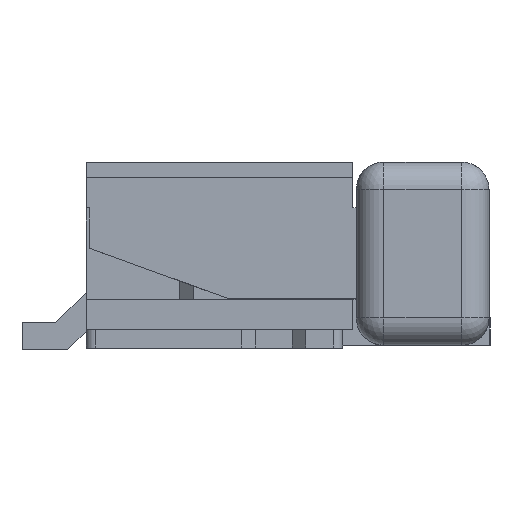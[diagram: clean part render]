
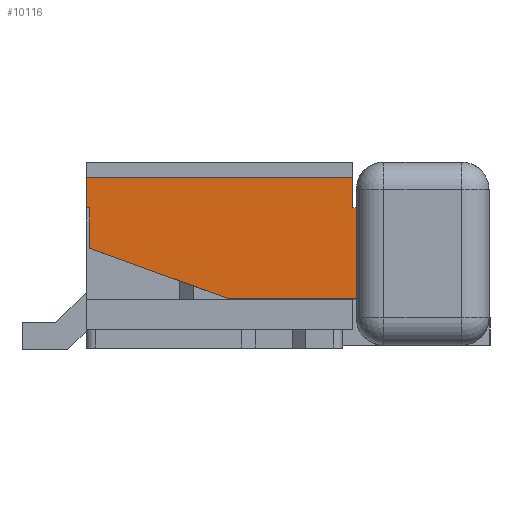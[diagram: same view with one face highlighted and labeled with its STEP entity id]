
A CAD part, left-side view. The second image highlights one B-rep face of the part: STEP entity #10116.
In plain terms, the highlighted planar face has unit normal (-1, 0, 0).
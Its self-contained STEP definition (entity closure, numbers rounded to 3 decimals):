
#610=FACE_OUTER_BOUND('',#1134,.T.);
#1134=EDGE_LOOP('',(#8037,#8038,#8039,#8040,#8041,#8042,#8043,#8044,#8045));
#2232=LINE('',#15596,#3560);
#2234=LINE('',#15600,#3562);
#2235=LINE('',#15602,#3563);
#2236=LINE('',#15604,#3564);
#2237=LINE('',#15606,#3565);
#2238=LINE('',#15608,#3566);
#2239=LINE('',#15610,#3567);
#2240=LINE('',#15612,#3568);
#2241=LINE('',#15613,#3569);
#3560=VECTOR('',#12730,0.04);
#3562=VECTOR('',#12734,0.33);
#3563=VECTOR('',#12735,2.91);
#3564=VECTOR('',#12736,0.33);
#3565=VECTOR('',#12737,0.04);
#3566=VECTOR('',#12738,0.44);
#3567=VECTOR('',#12739,1.608);
#3568=VECTOR('',#12740,1.399);
#3569=VECTOR('',#12741,0.99);
#4653=VERTEX_POINT('',#15593);
#4654=VERTEX_POINT('',#15595);
#4655=VERTEX_POINT('',#15599);
#4656=VERTEX_POINT('',#15601);
#4657=VERTEX_POINT('',#15603);
#4658=VERTEX_POINT('',#15605);
#4659=VERTEX_POINT('',#15607);
#4660=VERTEX_POINT('',#15609);
#4661=VERTEX_POINT('',#15611);
#5912=EDGE_CURVE('',#4654,#4653,#2232,.T.);
#5914=EDGE_CURVE('',#4655,#4653,#2234,.T.);
#5915=EDGE_CURVE('',#4655,#4656,#2235,.T.);
#5916=EDGE_CURVE('',#4656,#4657,#2236,.T.);
#5917=EDGE_CURVE('',#4657,#4658,#2237,.T.);
#5918=EDGE_CURVE('',#4659,#4658,#2238,.T.);
#5919=EDGE_CURVE('',#4659,#4660,#2239,.T.);
#5920=EDGE_CURVE('',#4660,#4661,#2240,.T.);
#5921=EDGE_CURVE('',#4654,#4661,#2241,.T.);
#8037=ORIENTED_EDGE('',*,*,#5914,.F.);
#8038=ORIENTED_EDGE('',*,*,#5915,.T.);
#8039=ORIENTED_EDGE('',*,*,#5916,.T.);
#8040=ORIENTED_EDGE('',*,*,#5917,.T.);
#8041=ORIENTED_EDGE('',*,*,#5918,.F.);
#8042=ORIENTED_EDGE('',*,*,#5919,.T.);
#8043=ORIENTED_EDGE('',*,*,#5920,.T.);
#8044=ORIENTED_EDGE('',*,*,#5921,.F.);
#8045=ORIENTED_EDGE('',*,*,#5912,.T.);
#9623=PLANE('',#10726);
#10116=ADVANCED_FACE('',(#610),#9623,.T.);
#10726=AXIS2_PLACEMENT_3D('',#15598,#12732,#12733);
#12730=DIRECTION('',(0.,1.,0.));
#12732=DIRECTION('center_axis',(-1.,0.,0.));
#12733=DIRECTION('ref_axis',(0.,-1.,0.));
#12734=DIRECTION('',(0.,0.,-1.));
#12735=DIRECTION('',(0.,1.,0.));
#12736=DIRECTION('',(0.,0.,-1.));
#12737=DIRECTION('',(0.,-1.,0.));
#12738=DIRECTION('',(0.,0.,1.));
#12739=DIRECTION('',(0.,-0.94,-0.342));
#12740=DIRECTION('',(0.,-1.,0.));
#12741=DIRECTION('',(0.,0.,-1.));
#15593=CARTESIAN_POINT('',(-18.835,-2.91,1.53));
#15595=CARTESIAN_POINT('',(-18.835,-2.95,1.53));
#15596=CARTESIAN_POINT('',(-18.835,-2.95,1.53));
#15598=CARTESIAN_POINT('Origin',(-18.835,-2.95,1.86));
#15599=CARTESIAN_POINT('',(-18.835,-2.91,1.86));
#15600=CARTESIAN_POINT('',(-18.835,-2.91,1.86));
#15601=CARTESIAN_POINT('',(-18.835,0.,1.86));
#15602=CARTESIAN_POINT('',(-18.835,-2.91,1.86));
#15603=CARTESIAN_POINT('',(-18.835,0.,1.53));
#15604=CARTESIAN_POINT('',(-18.835,0.,1.86));
#15605=CARTESIAN_POINT('',(-18.835,-0.04,1.53));
#15606=CARTESIAN_POINT('',(-18.835,0.,1.53));
#15607=CARTESIAN_POINT('',(-18.835,-0.04,1.09));
#15608=CARTESIAN_POINT('',(-18.835,-0.04,1.09));
#15609=CARTESIAN_POINT('',(-18.835,-1.551,0.54));
#15610=CARTESIAN_POINT('',(-18.835,-0.04,1.09));
#15611=CARTESIAN_POINT('',(-18.835,-2.95,0.54));
#15612=CARTESIAN_POINT('',(-18.835,-1.551,0.54));
#15613=CARTESIAN_POINT('',(-18.835,-2.95,1.53));
